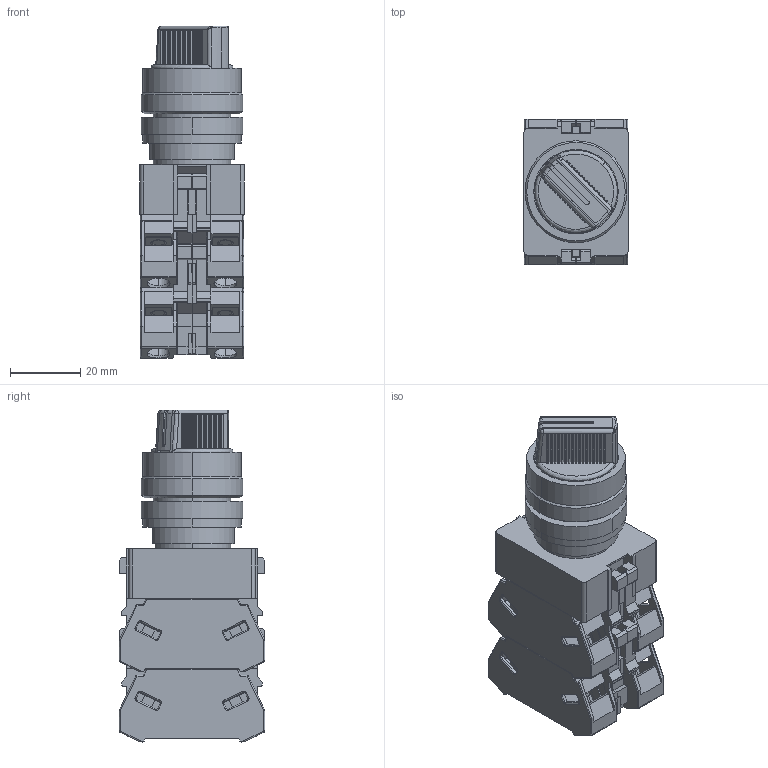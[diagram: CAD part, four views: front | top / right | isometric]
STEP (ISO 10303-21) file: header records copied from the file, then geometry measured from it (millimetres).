
FILE_DESCRIPTION (( 'STEP AP214' ), '1' );
FILE_NAME ('39_ASW[2][3]$xx.STEP', '2021-01-15T08:02:06', ( 'IDEC' ), ( 'IDEC' ), 'SwSTEP 2.0', 'SolidWorks 2019', '' );
FILE_SCHEMA (( 'AUTOMOTIVE_DESIGN' ));
Length unit declared in the file: millimetre
Products named in the file (8): TW-SELECTOR-HANDLE-CAP; TW-ADJUSTMENT-RING; TW-BODY2; TW-SELECTOR-YA-HANDLE; HW-Uxx(R); TW-YA-HANDLE; TW-RING; 39_ASW[2][3]$xx
Assembly tree (10 placements, depth 3):
  39_ASW[2][3]$xx
    TW-BODY2
    TW-SELECTOR-YA-HANDLE
      TW-YA-HANDLE
      TW-SELECTOR-HANDLE-CAP
    TW-RING
    TW-ADJUSTMENT-RING
    HW-Uxx(R)  x4
Bounding box: 29.6 x 41.4 x 94.4 mm (x, y, z)
Volume: 67956.4 mm3; surface area: 32013.7 mm2
Topology: 9 solids, 9 shells, 1501 faces, 4116 edges, 2581 vertices
Faces by surface type: plane 850, cylinder 415, bspline 214, cone 22
Entity records: 23870 total; most frequent: CARTESIAN_POINT 6551, ORIENTED_EDGE 3686, DIRECTION 3452, EDGE_CURVE 1843, LINE 1226, VECTOR 1226, VERTEX_POINT 1165, AXIS2_PLACEMENT_3D 1113
